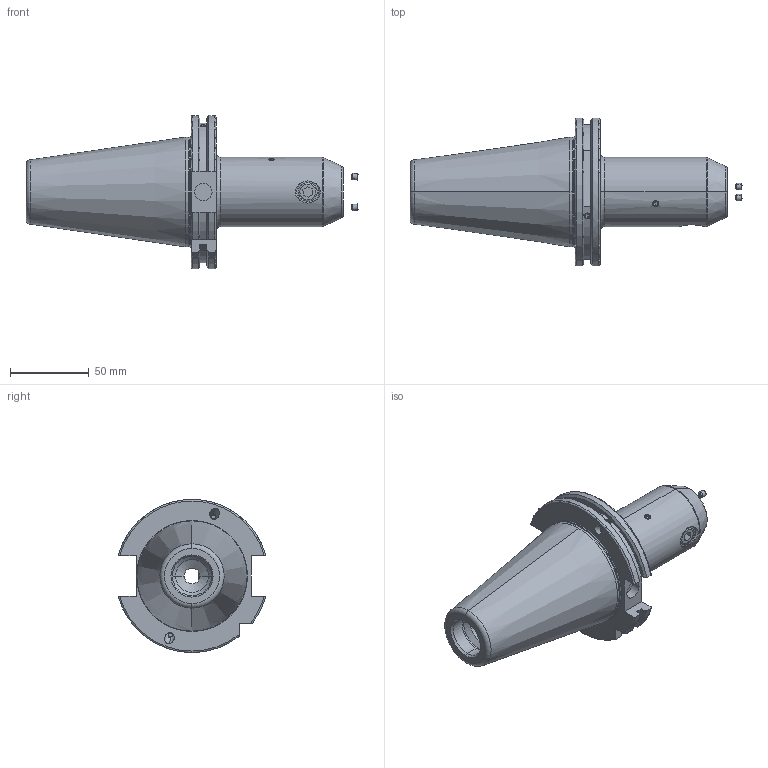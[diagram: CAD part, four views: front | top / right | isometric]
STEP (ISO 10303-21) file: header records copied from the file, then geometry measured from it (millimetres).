
FILE_DESCRIPTION (( 'STEP AP203' ), '1' );
FILE_NAME ('91506-WK214100.STEP', '2017-05-13T10:20:54', ( '' ), ( '' ), 'SwSTEP 2.0', 'SolidWorks 2009', '' );
FILE_SCHEMA (( 'CONFIG_CONTROL_DESIGN' ));
Length unit declared in the file: millimetre
Products named in the file (4): 91506-WK214100; SK50EK140100FWW; M12X16_ISO 4026 - M12 x 12-N; Copy of M4X4_DIN 913 - M4 x 4-N
Assembly tree (8 placements, depth 2):
  91506-WK214100
    M12X16_ISO 4026 - M12 x 12-N
    SK50EK140100FWW
    Copy of M4X4_DIN 913 - M4 x 4-N  x6
Bounding box: 211.17 x 94.05 x 97.5 mm (x, y, z)
Volume: 440579.5 mm3; surface area: 59640.7 mm2
Topology: 8 solids, 8 shells, 244 faces, 575 edges, 359 vertices
Faces by surface type: plane 93, cylinder 77, cone 52, torus 22
Entity records: 6318 total; most frequent: CARTESIAN_POINT 1806, DIRECTION 842, ORIENTED_EDGE 830, EDGE_CURVE 415, AXIS2_PLACEMENT_3D 335, VERTEX_POINT 259, EDGE_LOOP 196, VECTOR 172
